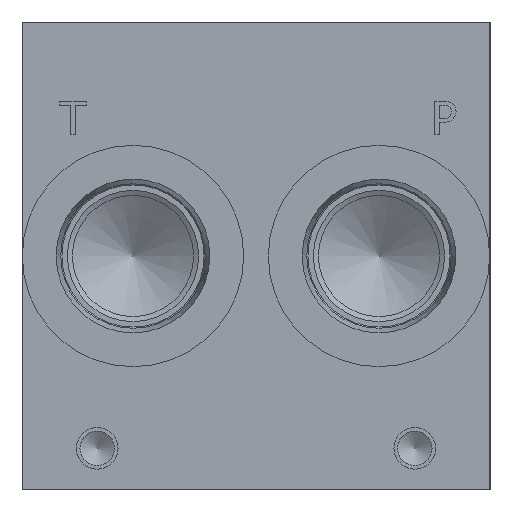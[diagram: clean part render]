
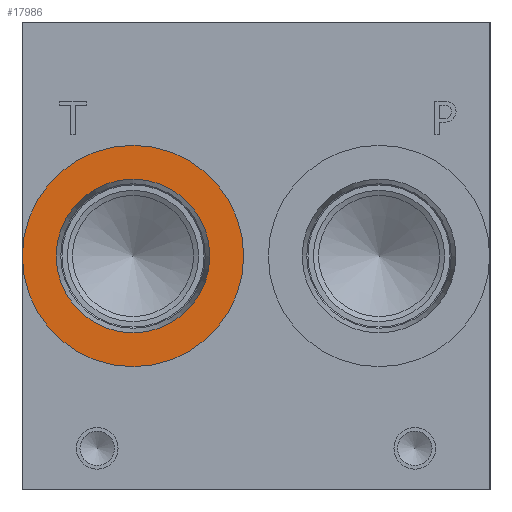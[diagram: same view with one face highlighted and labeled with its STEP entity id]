
A CAD part, left-side view. The second image highlights one B-rep face of the part: STEP entity #17986.
In plain terms, the highlighted planar face has unit normal (-1, 0, 0).
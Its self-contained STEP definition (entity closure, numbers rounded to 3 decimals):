
#662=CIRCLE('',#18890,21.019);
#663=CIRCLE('',#18891,21.019);
#664=CIRCLE('',#18893,14.592);
#665=CIRCLE('',#18894,14.592);
#1605=FACE_BOUND('',#3439,.T.);
#2393=FACE_OUTER_BOUND('',#3438,.T.);
#3438=EDGE_LOOP('',(#14964,#14965));
#3439=EDGE_LOOP('',(#14966,#14967));
#8135=VERTEX_POINT('',#30528);
#8136=VERTEX_POINT('',#30530);
#8137=VERTEX_POINT('',#30534);
#8138=VERTEX_POINT('',#30535);
#10530=EDGE_CURVE('',#8135,#8136,#662,.T.);
#10531=EDGE_CURVE('',#8136,#8135,#663,.T.);
#10532=EDGE_CURVE('',#8137,#8138,#664,.T.);
#10533=EDGE_CURVE('',#8138,#8137,#665,.T.);
#14964=ORIENTED_EDGE('',*,*,#10531,.F.);
#14965=ORIENTED_EDGE('',*,*,#10530,.F.);
#14966=ORIENTED_EDGE('',*,*,#10532,.T.);
#14967=ORIENTED_EDGE('',*,*,#10533,.T.);
#16627=PLANE('',#18892);
#17986=ADVANCED_FACE('',(#2393,#1605),#16627,.F.);
#18890=AXIS2_PLACEMENT_3D('',#30531,#22154,#22155);
#18891=AXIS2_PLACEMENT_3D('',#30532,#22156,#22157);
#18892=AXIS2_PLACEMENT_3D('',#30533,#22158,#22159);
#18893=AXIS2_PLACEMENT_3D('',#30536,#22160,#22161);
#18894=AXIS2_PLACEMENT_3D('',#30537,#22162,#22163);
#22154=DIRECTION('center_axis',(1.,0.,0.));
#22155=DIRECTION('ref_axis',(0.,0.,-1.));
#22156=DIRECTION('center_axis',(1.,0.,0.));
#22157=DIRECTION('ref_axis',(0.,0.,-1.));
#22158=DIRECTION('center_axis',(1.,0.,0.));
#22159=DIRECTION('ref_axis',(0.,0.,-1.));
#22160=DIRECTION('center_axis',(1.,0.,0.));
#22161=DIRECTION('ref_axis',(0.,0.,-1.));
#22162=DIRECTION('center_axis',(1.,0.,0.));
#22163=DIRECTION('ref_axis',(0.,0.,-1.));
#30528=CARTESIAN_POINT('',(0.787,67.818,23.432));
#30530=CARTESIAN_POINT('',(0.787,67.818,65.469));
#30531=CARTESIAN_POINT('Origin',(0.787,67.818,44.45));
#30532=CARTESIAN_POINT('Origin',(0.787,67.818,44.45));
#30533=CARTESIAN_POINT('Origin',(0.787,67.818,59.042));
#30534=CARTESIAN_POINT('',(0.787,67.818,59.042));
#30535=CARTESIAN_POINT('',(0.787,67.818,29.858));
#30536=CARTESIAN_POINT('Origin',(0.787,67.818,44.45));
#30537=CARTESIAN_POINT('Origin',(0.787,67.818,44.45));
